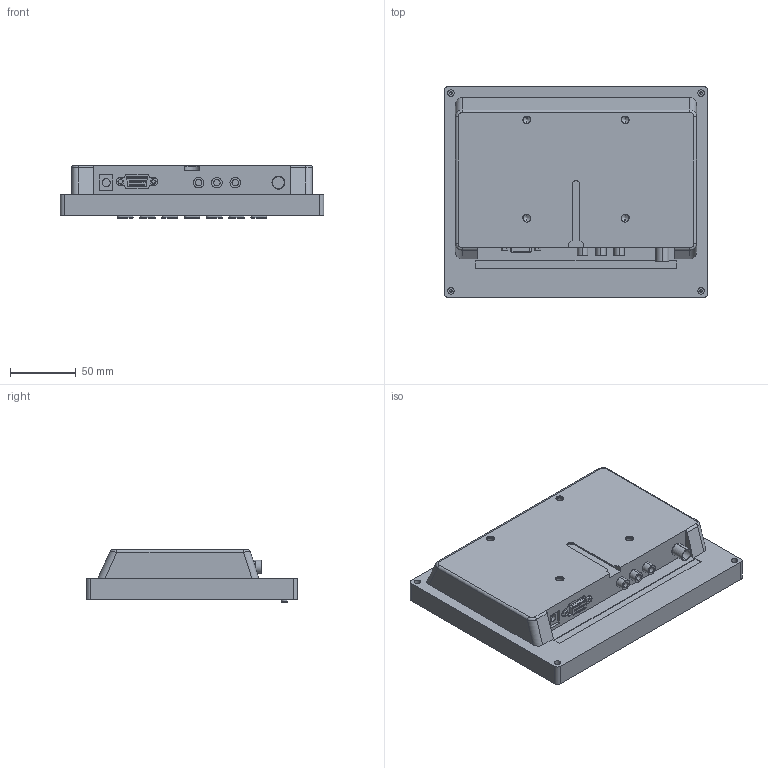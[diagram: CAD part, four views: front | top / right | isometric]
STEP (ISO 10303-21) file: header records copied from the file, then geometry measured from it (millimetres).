
FILE_DESCRIPTION (( 'STEP AP214' ), '1' );
FILE_NAME ('8寸监视器3D图.STEP', '2023-12-26T06:41:59', ( '' ), ( '' ), 'SwSTEP 2.0', 'SolidWorks 2017', '' );
FILE_SCHEMA (( 'AUTOMOTIVE_DESIGN' ));
Length unit declared in the file: millimetre
Products named in the file (1): 8渡潼弝ん3D芞
Bounding box: 201 x 161 x 40.25 mm (x, y, z)
Volume: 890889.3 mm3; surface area: 94425.7 mm2
Topology: 4 solids, 4 shells, 366 faces, 937 edges, 596 vertices
Faces by surface type: cylinder 196, plane 117, torus 21, cone 16, bspline 16
Entity records: 13384 total; most frequent: CARTESIAN_POINT 4352, DIRECTION 1874, ORIENTED_EDGE 1842, EDGE_CURVE 921, AXIS2_PLACEMENT_3D 702, VERTEX_POINT 596, LINE 470, VECTOR 470
